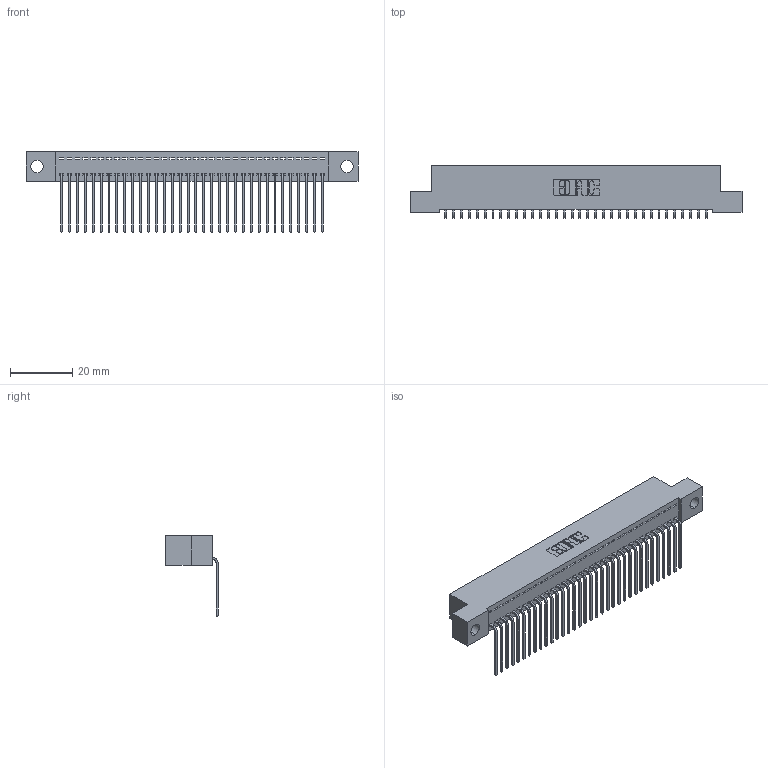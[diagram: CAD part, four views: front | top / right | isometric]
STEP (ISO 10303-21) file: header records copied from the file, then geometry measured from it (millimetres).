
FILE_DESCRIPTION (( 'STEP AP203' ), '1' );
FILE_NAME ('392-034-559-104.STEP', '2018-08-16T02:10:08', ( '' ), ( '' ), 'SwSTEP 2.0', 'SolidWorks 2016', '' );
FILE_SCHEMA (( 'CONFIG_CONTROL_DESIGN' ));
Length unit declared in the file: inch
Products named in the file (3): 392-034-559-104; 342 Part_.156 TH; 345-292-001_558 559 Tail - 1
Assembly tree (35 placements, depth 2):
  392-034-559-104
    342 Part_.156 TH
    345-292-001_558 559 Tail - 1  x34
Bounding box: 106.68 x 16.83 x 25.78 mm (x, y, z)
Volume: 9350.5 mm3; surface area: 14043.5 mm2
Topology: 35 solids, 35 shells, 2150 faces, 6487 edges, 4278 vertices
Faces by surface type: plane 1562, cylinder 588
Entity records: 21775 total; most frequent: CARTESIAN_POINT 3764, ORIENTED_EDGE 3734, DIRECTION 3191, EDGE_CURVE 1867, VECTOR 1739, LINE 1739, VERTEX_POINT 1242, AXIS2_PLACEMENT_3D 726
